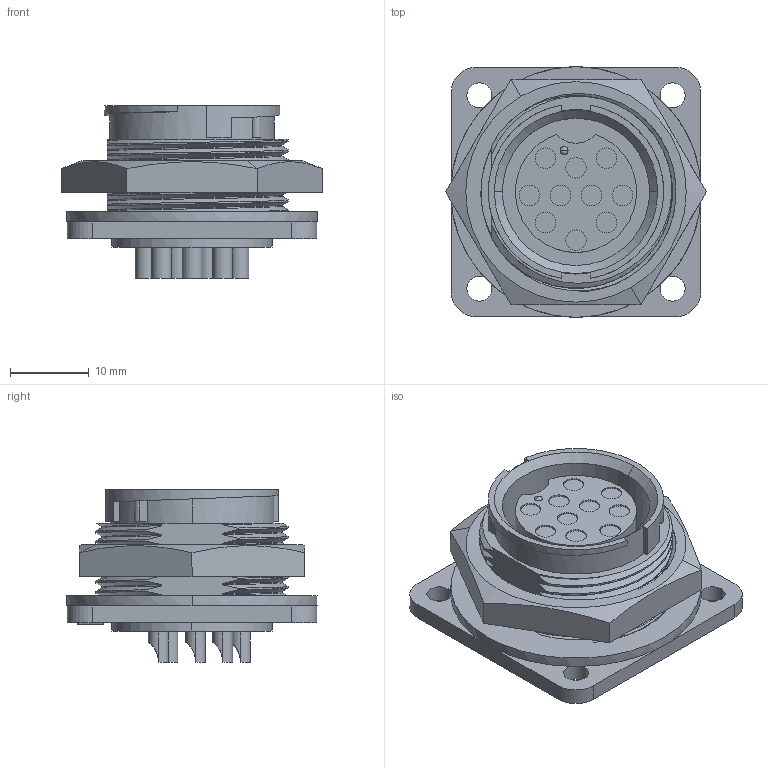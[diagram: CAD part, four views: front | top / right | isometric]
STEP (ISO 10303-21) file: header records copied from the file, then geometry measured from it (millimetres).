
FILE_DESCRIPTION (( 'STEP AP214' ), '1' );
FILE_NAME ('14382-10SG-3ES.STEP', '2017-03-10T20:46:48', ( '' ), ( '' ), 'SwSTEP 2.0', 'SolidWorks 2014', '' );
FILE_SCHEMA (( 'AUTOMOTIVE_DESIGN' ));
Length unit declared in the file: millimetre
Products named in the file (1): 14382-10SG-3ES
Bounding box: 33 x 31.75 x 21.87 mm (x, y, z)
Volume: 8718.5 mm3; surface area: 6390.2 mm2
Topology: 2 solids, 2 shells, 249 faces, 627 edges, 410 vertices
Faces by surface type: cylinder 112, plane 101, bspline 30, cone 4, sphere 2
Entity records: 15982 total; most frequent: CARTESIAN_POINT 10248, ORIENTED_EDGE 1254, DIRECTION 1086, EDGE_CURVE 627, VERTEX_POINT 410, AXIS2_PLACEMENT_3D 403, EDGE_LOOP 287, VECTOR 280
